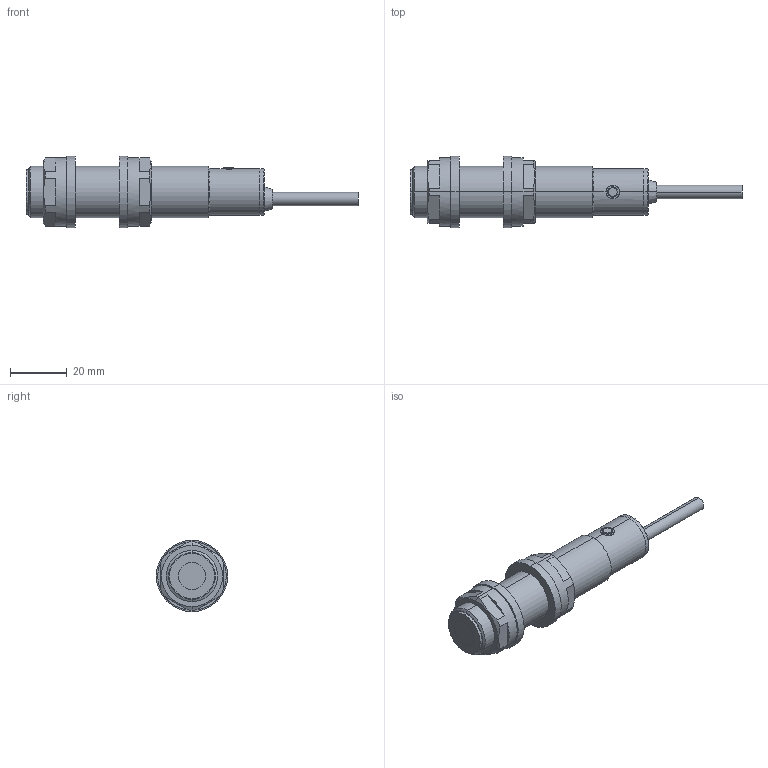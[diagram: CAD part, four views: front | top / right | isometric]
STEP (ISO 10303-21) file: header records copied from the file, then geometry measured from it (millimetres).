
FILE_DESCRIPTION (( 'STEP AP214' ), '1' );
FILE_NAME ('UK1A-GN-0A.step', '2019-08-14T21:20:14', ( '' ), ( '' ), 'SwSTEP 2.0', 'SolidWorks 2018', '' );
FILE_SCHEMA (( 'AUTOMOTIVE_DESIGN' ));
Length unit declared in the file: millimetre
Products named in the file (1): UK1A-GN-0A
Bounding box: 116.6 x 25 x 25 mm (x, y, z)
Volume: 25220.4 mm3; surface area: 11418.8 mm2
Topology: 10 solids, 10 shells, 107 faces, 229 edges, 146 vertices
Faces by surface type: plane 49, cylinder 40, cone 10, torus 8
Entity records: 3210 total; most frequent: CARTESIAN_POINT 633, DIRECTION 559, ORIENTED_EDGE 458, AXIS2_PLACEMENT_3D 236, EDGE_CURVE 229, VERTEX_POINT 146, CIRCLE 128, EDGE_LOOP 121
